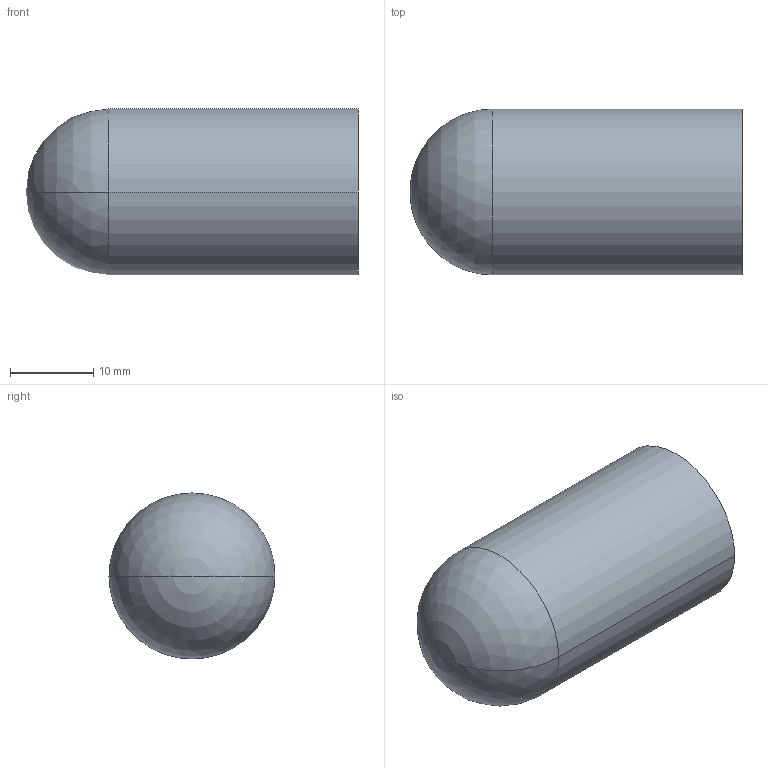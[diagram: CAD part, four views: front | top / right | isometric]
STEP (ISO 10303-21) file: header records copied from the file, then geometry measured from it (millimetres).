
FILE_DESCRIPTION((''),'2;1');
FILE_NAME('FOOT_BACK','2008-09-05T',('mmeadows'),(''),'PRO/ENGINEER BY PARAMETRIC TECHNOLOGY CORPORATION, 2008340','PRO/ENGINEER BY PARAMETRIC TECHNOLOGY CORPORATION, 2008340','');
FILE_SCHEMA(('AUTOMOTIVE_DESIGN { 1 0 10303 214 1 1 1 1 }'));
Length unit declared in the file: centimetre
Products named in the file (1): FOOT_BACK
Bounding box: 40 x 20 x 20 mm (x, y, z)
Volume: 2358.3 mm3; surface area: 4778.4 mm2
Topology: 1 solids, 1 shells, 9 faces, 21 edges, 12 vertices
Faces by surface type: cylinder 4, sphere 4, plane 1
Entity records: 359 total; most frequent: DIRECTION 55, CARTESIAN_POINT 41, ORIENTED_EDGE 32, AXIS2_PLACEMENT_3D 25, PRESENTATION_STYLE_ASSIGNMENT 19, STYLED_ITEM 19, CURVE_STYLE 18, EDGE_CURVE 16
